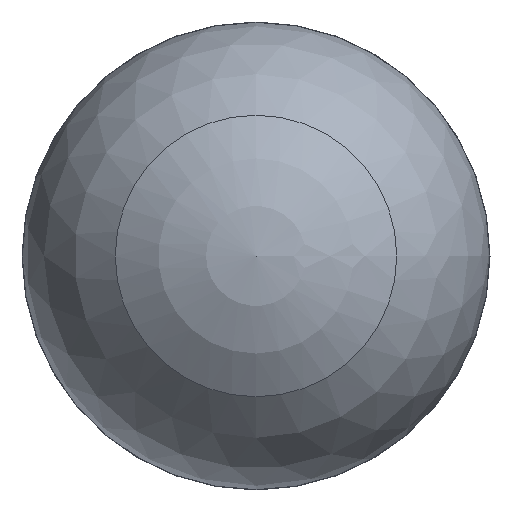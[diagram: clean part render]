
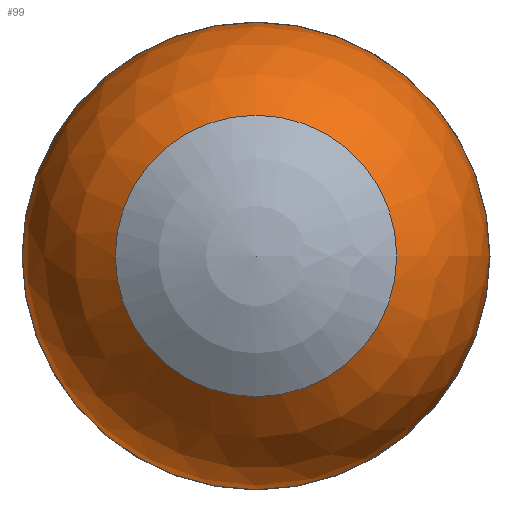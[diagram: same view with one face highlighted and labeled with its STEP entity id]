
A CAD part, left-side view. The second image highlights one B-rep face of the part: STEP entity #99.
In plain terms, the highlighted spherical face has radius 5 mm.
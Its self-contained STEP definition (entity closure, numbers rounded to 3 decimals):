
#99=ADVANCED_FACE('',(#110),#102,.T.);
#102=SPHERICAL_SURFACE('',#249,5.);
#110=FACE_OUTER_BOUND('',#132,.T.);
#132=EDGE_LOOP('',(#165,#166,#167,#168));
#165=ORIENTED_EDGE('',*,*,#203,.F.);
#166=ORIENTED_EDGE('',*,*,#204,.F.);
#167=ORIENTED_EDGE('',*,*,#203,.T.);
#168=ORIENTED_EDGE('',*,*,#202,.T.);
#184=VERTEX_POINT('',#358);
#185=VERTEX_POINT('',#362);
#202=EDGE_CURVE('',#184,#184,#217,.T.);
#203=EDGE_CURVE('',#185,#184,#218,.T.);
#204=EDGE_CURVE('',#185,#185,#219,.T.);
#217=CIRCLE('',#245,4.993);
#218=CIRCLE('',#247,5.);
#219=CIRCLE('',#248,3.008);
#245=AXIS2_PLACEMENT_3D('',#359,#304,#305);
#247=AXIS2_PLACEMENT_3D('',#361,#308,#309);
#248=AXIS2_PLACEMENT_3D('',#363,#310,#311);
#249=AXIS2_PLACEMENT_3D('',#364,#312,#313);
#304=DIRECTION('',(-1.,0.,0.));
#305=DIRECTION('',(0.,-1.,0.));
#308=DIRECTION('',(0.,0.,1.));
#309=DIRECTION('',(1.,0.,0.));
#310=DIRECTION('',(-1.,0.,0.));
#311=DIRECTION('',(0.,-1.,0.));
#312=DIRECTION('',(-1.,0.,0.));
#313=DIRECTION('',(0.,-1.,0.));
#358=CARTESIAN_POINT('',(5.262,-4.993,0.));
#359=CARTESIAN_POINT('',(5.262,0.,0.));
#361=CARTESIAN_POINT('',(5.,0.,0.));
#362=CARTESIAN_POINT('',(1.006,-3.008,0.));
#363=CARTESIAN_POINT('',(1.006,0.,0.));
#364=CARTESIAN_POINT('',(5.,0.,0.));
